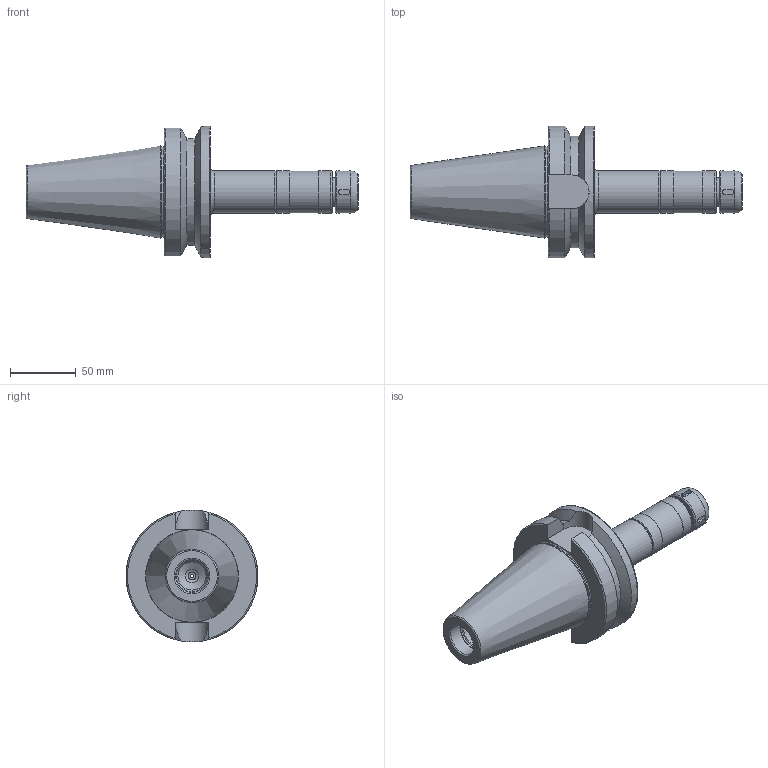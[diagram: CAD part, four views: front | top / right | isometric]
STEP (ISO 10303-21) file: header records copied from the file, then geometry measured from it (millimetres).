
FILE_DESCRIPTION((''),'2;1');
FILE_NAME('245000516150 BT50-SMH16-150-3D.stp','2023-03-29T14:15:27',('nttooll'),(''),'Autodesk Inventor 2012','Autodesk Inventor 2012','');
FILE_SCHEMA(('AUTOMOTIVE_DESIGN { 1 0 10303 214 1 1 1 1 }'));
Length unit declared in the file: millimetre
Products named in the file (1): 245000516150 BT50-SMH16-150-3D
Bounding box: 251.8 x 100 x 100 mm (x, y, z)
Volume: 522652.4 mm3; surface area: 69745.6 mm2
Topology: 1 solids, 1 shells, 103 faces, 222 edges, 135 vertices
Faces by surface type: cylinder 38, plane 31, cone 21, torus 13
Full cylindrical faces by diameter (mm): 2.5 x1, 4.3 x1, 5 x1, 5.9 x1, 6 x1, 10.35 x1, 10.5 x2, 12.8 x1, 16.65 x1, 21.3 x1, 22 x2, 22.2 x1, 24 x1, 25 x1, 25.4 x1, 31.8 x1, 32 x4, 68.9 x1, 100 x1
Entity records: 2690 total; most frequent: CARTESIAN_POINT 640, DIRECTION 434, ORIENTED_EDGE 332, AXIS2_PLACEMENT_3D 190, EDGE_LOOP 172, EDGE_CURVE 166, VERTEX_POINT 132, FACE_OUTER_BOUND 103
